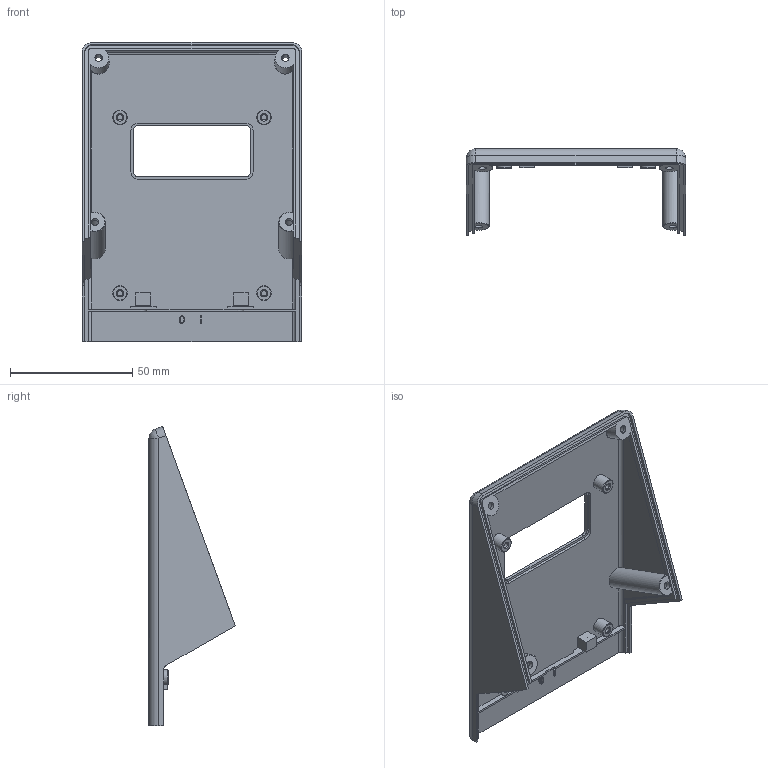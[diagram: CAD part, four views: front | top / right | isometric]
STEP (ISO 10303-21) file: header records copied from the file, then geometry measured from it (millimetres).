
FILE_DESCRIPTION(/* description */ (''),/* implementation_level */ '2;1');
FILE_NAME(/* name */ 'Rear casing_RPT4_04.stp',/* time_stamp */ '2021-01-07T20:43:53+05:00',/* author */ (''),/* organization */ (''),/* preprocessor_version */ 'ST-DEVELOPER v16.7',/* originating_system */ 'SIEMENS PLM Software NX 12.0',/* authorisation */ '');
FILE_SCHEMA (('AUTOMOTIVE_DESIGN { 1 0 10303 214 3 1 1 1 }'));
Length unit declared in the file: millimetre
Products named in the file (1): User0EA091EBjkxe
Bounding box: 90 x 35.34 x 122.5 mm (x, y, z)
Volume: 36370.4 mm3; surface area: 33217.7 mm2
Topology: 1 solids, 1 shells, 207 faces, 538 edges, 346 vertices
Faces by surface type: plane 109, cylinder 65, cone 14, bspline 8, sphere 6, extrusion 3, torus 2
Full cylindrical faces by diameter (mm): 2.22 x6, 3 x4, 5.5 x4, 6 x4
Entity records: 6443 total; most frequent: CARTESIAN_POINT 1553, DIRECTION 1000, ORIENTED_EDGE 970, EDGE_CURVE 485, AXIS2_PLACEMENT_3D 353, VERTEX_POINT 328, VECTOR 294, LINE 291
